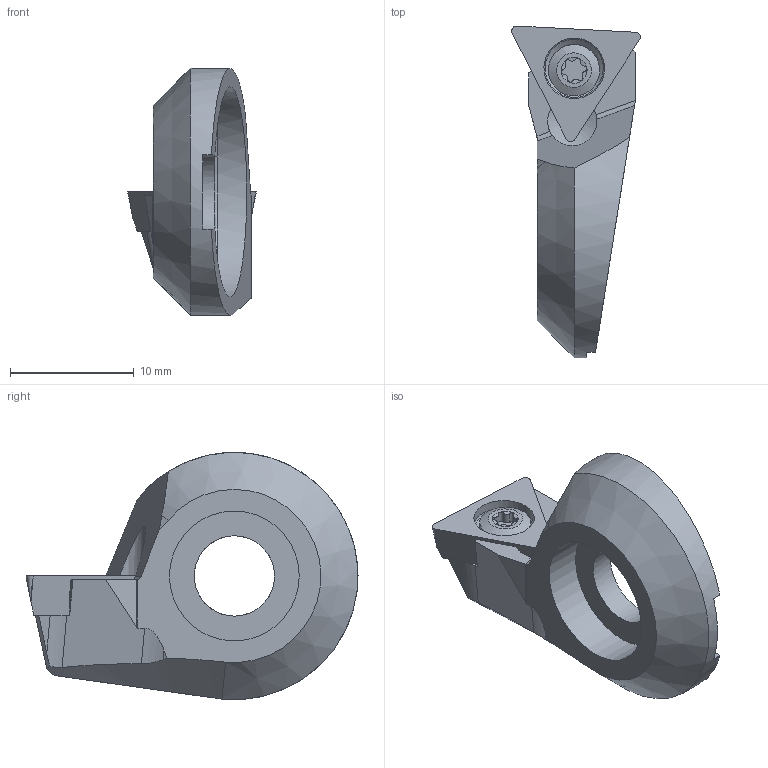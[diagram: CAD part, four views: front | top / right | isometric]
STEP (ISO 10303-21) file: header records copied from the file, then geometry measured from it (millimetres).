
FILE_DESCRIPTION(/* description */ ('STEP AP203'),/* implementation_level */ '2;1');
FILE_NAME(/* name */ 'FBH40-1.stp',/* time_stamp */ '2022-08-05T15:13:32+09:00',/* author */ ('KKK'),/* organization */ (''),/* preprocessor_version */ 'ST-DEVELOPER v18.1',/* originating_system */ 'Autodesk Inventor 2022',/* authorisation */ '');
FILE_SCHEMA (('AUTOMOTIVE_DESIGN { 1 0 10303 214 3 1 1 }'));
Length unit declared in the file: millimetre
Products named in the file (4): F32.WTI.001.007; F32-WTI.001.007_A_fertigbearbeitet; WCA-ER2.001.007_A; TPGH110304
Assembly tree (3 placements, depth 2):
  F32.WTI.001.007
    F32-WTI.001.007_A_fertigbearbeitet
    WCA-ER2.001.007_A
    TPGH110304
Bounding box: 10.4 x 26.85 x 19.98 mm (x, y, z)
Volume: 1478 mm3; surface area: 1613.5 mm2
Topology: 3 solids, 3 shells, 77 faces, 203 edges, 130 vertices
Faces by surface type: plane 34, cylinder 27, cone 11, torus 4, sphere 1
Full cylindrical faces by diameter (mm): 2.5 x1, 3 x1, 3.3 x1, 4 x1, 4.15 x1, 4.9 x1, 6.5 x1, 10.5 x1
Entity records: 2701 total; most frequent: CARTESIAN_POINT 645, DIRECTION 416, ORIENTED_EDGE 398, EDGE_CURVE 199, AXIS2_PLACEMENT_3D 156, VERTEX_POINT 130, LINE 104, VECTOR 104
